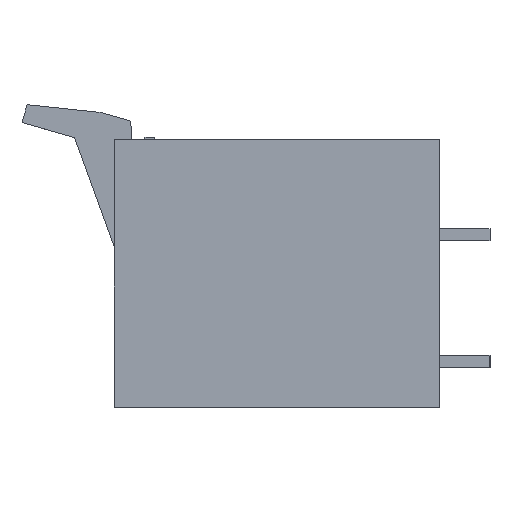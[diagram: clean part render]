
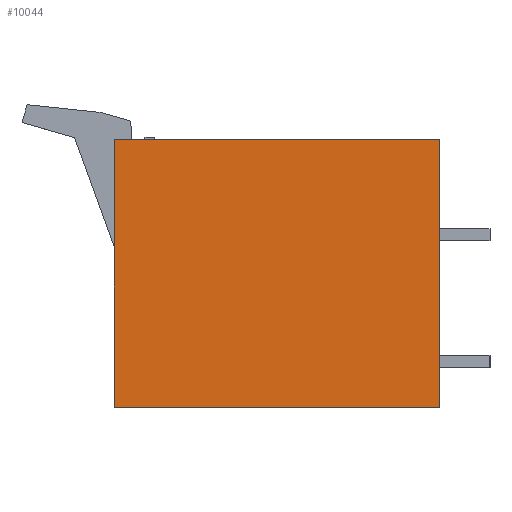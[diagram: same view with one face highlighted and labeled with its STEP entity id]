
A CAD part, left-side view. The second image highlights one B-rep face of the part: STEP entity #10044.
In plain terms, the highlighted planar face has unit normal (-1, 0, 0).
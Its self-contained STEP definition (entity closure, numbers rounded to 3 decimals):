
#10008=AXIS2_PLACEMENT_3D('Plane Axis2P3D',#10005,#10006,#10007) ;
#10005=CARTESIAN_POINT('Axis2P3D Location',(0.,0.,0.)) ;
#10010=CARTESIAN_POINT('Line Origine',(0.,5.,13.225)) ;
#10014=CARTESIAN_POINT('Vertex',(0.,5.,0.)) ;
#10016=CARTESIAN_POINT('Vertex',(0.,5.,26.45)) ;
#10019=CARTESIAN_POINT('Line Origine',(0.,21.065,26.45)) ;
#10023=CARTESIAN_POINT('Vertex',(0.,37.13,26.45)) ;
#10026=CARTESIAN_POINT('Line Origine',(0.,37.13,13.225)) ;
#10030=CARTESIAN_POINT('Vertex',(0.,37.13,0.)) ;
#10033=CARTESIAN_POINT('Line Origine',(0.,21.065,0.)) ;
#10006=DIRECTION('Axis2P3D Direction',(-1.,0.,0.)) ;
#10007=DIRECTION('Axis2P3D XDirection',(0.,-1.,0.)) ;
#10011=DIRECTION('Vector Direction',(0.,0.,1.)) ;
#10020=DIRECTION('Vector Direction',(0.,1.,0.)) ;
#10027=DIRECTION('Vector Direction',(0.,0.,-1.)) ;
#10034=DIRECTION('Vector Direction',(0.,-1.,0.)) ;
#10012=VECTOR('Line Direction',#10011,1.) ;
#10021=VECTOR('Line Direction',#10020,1.) ;
#10028=VECTOR('Line Direction',#10027,1.) ;
#10035=VECTOR('Line Direction',#10034,1.) ;
#10039=ORIENTED_EDGE('',*,*,#10018,.T.) ;
#10040=ORIENTED_EDGE('',*,*,#10025,.T.) ;
#10041=ORIENTED_EDGE('',*,*,#10032,.T.) ;
#10042=ORIENTED_EDGE('',*,*,#10037,.T.) ;
#10044=ADVANCED_FACE('HOUSING',(#10043),#10009,.T.) ;
#10018=EDGE_CURVE('',#10015,#10017,#10013,.T.) ;
#10025=EDGE_CURVE('',#10017,#10024,#10022,.T.) ;
#10032=EDGE_CURVE('',#10024,#10031,#10029,.T.) ;
#10037=EDGE_CURVE('',#10031,#10015,#10036,.T.) ;
#10038=EDGE_LOOP('',(#10039,#10040,#10041,#10042)) ;
#10043=FACE_OUTER_BOUND('',#10038,.T.) ;
#10013=LINE('Line',#10010,#10012) ;
#10022=LINE('Line',#10019,#10021) ;
#10029=LINE('Line',#10026,#10028) ;
#10036=LINE('Line',#10033,#10035) ;
#10009=PLANE('',#10008) ;
#10015=VERTEX_POINT('',#10014) ;
#10017=VERTEX_POINT('',#10016) ;
#10024=VERTEX_POINT('',#10023) ;
#10031=VERTEX_POINT('',#10030) ;
